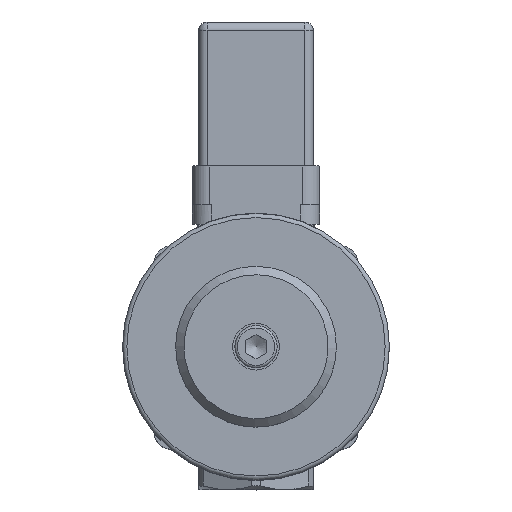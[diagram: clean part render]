
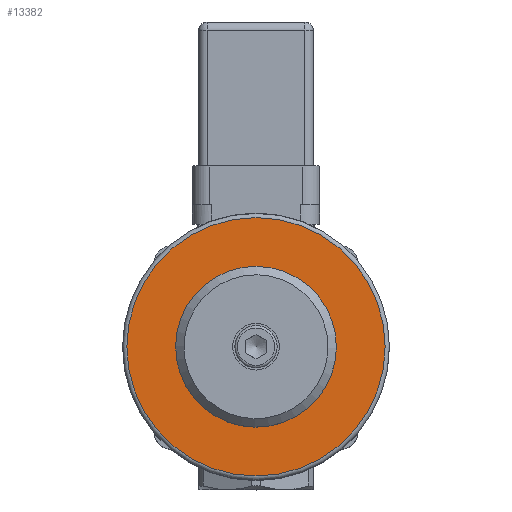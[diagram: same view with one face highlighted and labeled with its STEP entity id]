
A CAD part, top view. The second image highlights one B-rep face of the part: STEP entity #13382.
In plain terms, the highlighted planar face has unit normal (0, 0, 1).
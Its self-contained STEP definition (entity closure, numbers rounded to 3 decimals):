
#2213=PLANE('',#14332);
#2548=FACE_BOUND('',#4049,.T.);
#3193=FACE_OUTER_BOUND('',#4048,.T.);
#4048=EDGE_LOOP('',(#9375));
#4049=EDGE_LOOP('',(#9376));
#5073=CIRCLE('',#14333,30.5);
#5074=CIRCLE('',#14334,18.984);
#5899=VERTEX_POINT('',#20369);
#5900=VERTEX_POINT('',#20371);
#7260=EDGE_CURVE('',#5899,#5899,#5073,.T.);
#7261=EDGE_CURVE('',#5900,#5900,#5074,.T.);
#9375=ORIENTED_EDGE('',*,*,#7260,.F.);
#9376=ORIENTED_EDGE('',*,*,#7261,.F.);
#13382=ADVANCED_FACE('',(#3193,#2548),#2213,.T.);
#14332=AXIS2_PLACEMENT_3D('',#20368,#16342,#16343);
#14333=AXIS2_PLACEMENT_3D('',#20370,#16344,#16345);
#14334=AXIS2_PLACEMENT_3D('',#20372,#16346,#16347);
#16342=DIRECTION('center_axis',(0.,0.,
1.));
#16343=DIRECTION('ref_axis',(1.,0.,0.));
#16344=DIRECTION('center_axis',(0.,0.,
-1.));
#16345=DIRECTION('ref_axis',(0.,1.,0.));
#16346=DIRECTION('center_axis',(0.,0.,
1.));
#16347=DIRECTION('ref_axis',(-0.33,0.944,0.));
#20368=CARTESIAN_POINT('Origin',(0.,22.25,
163.7));
#20369=CARTESIAN_POINT('',(0.,30.5,163.7));
#20370=CARTESIAN_POINT('Origin',(0.,0.,
163.7));
#20371=CARTESIAN_POINT('',(-6.262,17.921,163.7));
#20372=CARTESIAN_POINT('Origin',(0.,0.,
163.7));
